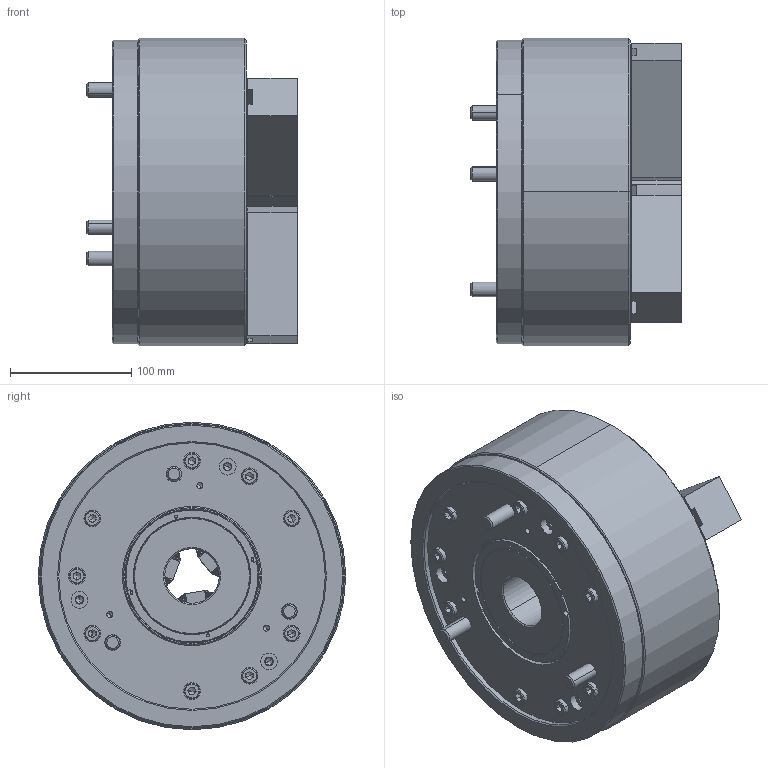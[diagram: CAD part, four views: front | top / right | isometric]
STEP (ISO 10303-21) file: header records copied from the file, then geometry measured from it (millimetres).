
FILE_DESCRIPTION (( 'STEP AP203' ), '1' );
FILE_NAME ('CF-3Q-10.STEP', '2020-01-15T07:33:09', ( 'temp' ), ( '' ), 'SwSTEP 2.0', 'SolidWorks 2016', '' );
FILE_SCHEMA (( 'CONFIG_CONTROL_DESIGN' ));
Length unit declared in the file: millimetre
Products named in the file (12): 圓頭內六角螺栓_M8x30; CF-3Q-10-01000; 圓頭內六角螺栓_M8x16; CF-3Q-10-02000; 圓頭內六角螺栓_M12x120; CF-3Q-10-05000; CF-3Q-10; CF-3Q-10-06000; 3Q-10-07000; CF-3Q-08-11000; SJ-10; 圓頭內六角螺栓_M12x35
Assembly tree (30 placements, depth 2):
  CF-3Q-10
    CF-3Q-10-01000
    CF-3Q-10-02000
    CF-3Q-10-05000
    CF-3Q-10-06000
    3Q-10-07000
    CF-3Q-08-11000
    SJ-10  x3
    圓頭內六角螺栓_M12x35  x6
    圓頭內六角螺栓_M8x30  x9
    圓頭內六角螺栓_M8x16  x3
    圓頭內六角螺栓_M12x120  x3
Bounding box: 174 x 254 x 254 mm (x, y, z)
Volume: 5618118.2 mm3; surface area: 587772.3 mm2
Topology: 30 solids, 33 shells, 2830 faces, 7754 edges, 5001 vertices
Faces by surface type: plane 1764, cylinder 800, cone 264, torus 2
Entity records: 38013 total; most frequent: CARTESIAN_POINT 7265, ORIENTED_EDGE 6148, DIRECTION 5903, EDGE_CURVE 3074, VECTOR 2047, LINE 2047, VERTEX_POINT 2008, AXIS2_PLACEMENT_3D 1928
